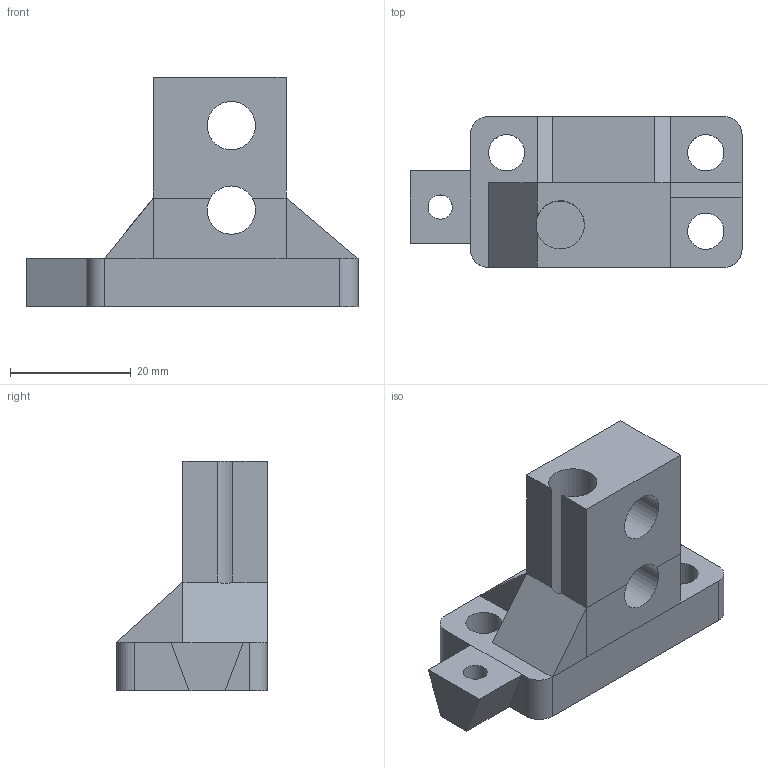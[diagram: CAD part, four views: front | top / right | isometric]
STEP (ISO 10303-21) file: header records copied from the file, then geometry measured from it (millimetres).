
FILE_DESCRIPTION(('FreeCAD Model'),'2;1');
FILE_NAME( 'ZbaseL.step', '2015-03-17T16:09:31',('FreeCAD'),('FreeCAD'), 'Open CASCADE STEP processor 6.5','FreeCAD','Unknown');
FILE_SCHEMA(('AUTOMOTIVE_DESIGN_CC2 { 1 2 10303 214 -1 1 5 4 }'));
Length unit declared in the file: millimetre
Products named in the file (1): ZbaseL
Bounding box: 55 x 25 x 38 mm (x, y, z)
Volume: 15948.7 mm3; surface area: 7763.6 mm2
Topology: 1 solids, 1 shells, 48 faces, 124 edges, 76 vertices
Faces by surface type: plane 37, cylinder 11
Full cylindrical faces by diameter (mm): 4 x1, 6 x3, 8 x3
Entity records: 3179 total; most frequent: CARTESIAN_POINT 655, DIRECTION 477, LINE 305, VECTOR 305, ORIENTED_EDGE 248, PCURVE 248, DEFINITIONAL_REPRESENTATION 248, EDGE_CURVE 124
